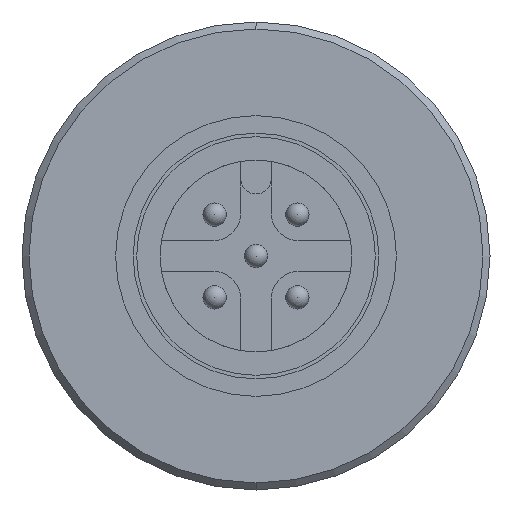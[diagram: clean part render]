
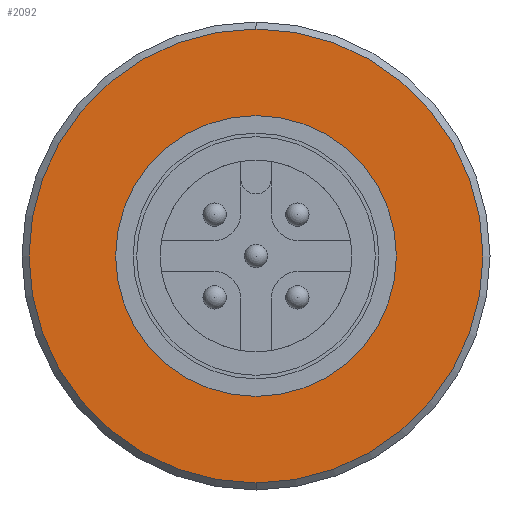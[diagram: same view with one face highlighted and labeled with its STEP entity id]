
A CAD part, front view. The second image highlights one B-rep face of the part: STEP entity #2092.
In plain terms, the highlighted planar face has unit normal (0, -1, 0).
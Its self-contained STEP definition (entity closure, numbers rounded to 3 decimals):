
#131 = CARTESIAN_POINT ( 'NONE',  ( 0., -28.05, 9.7 ) ) ;
#147 = DIRECTION ( 'NONE',  ( 0., 0., -1. ) ) ;
#160 = DIRECTION ( 'NONE',  ( 0., 0., 1. ) ) ;
#188 = EDGE_CURVE ( 'NONE', #457, #829, #1143, .T. ) ;
#204 = AXIS2_PLACEMENT_3D ( 'NONE', #855, #1521, #147 ) ;
#241 = DIRECTION ( 'NONE',  ( 0., 0., -1. ) ) ;
#251 = DIRECTION ( 'NONE',  ( 0., 1., 0. ) ) ;
#253 = CARTESIAN_POINT ( 'NONE',  ( 0., -28.05, -5.5 ) ) ;
#278 = CARTESIAN_POINT ( 'NONE',  ( 0., -28.05, 0. ) ) ;
#457 = VERTEX_POINT ( 'NONE', #131 ) ;
#520 = EDGE_LOOP ( 'NONE', ( #2140, #2191 ) ) ;
#537 = DIRECTION ( 'NONE',  ( 0., 1., 0. ) ) ;
#582 = DIRECTION ( 'NONE',  ( 0., 1., 0. ) ) ;
#622 = PLANE ( 'NONE',  #204 ) ;
#808 = CARTESIAN_POINT ( 'NONE',  ( 0., -28.05, 5.5 ) ) ;
#829 = VERTEX_POINT ( 'NONE', #2249 ) ;
#855 = CARTESIAN_POINT ( 'NONE',  ( 0., -28.05, 7.75 ) ) ;
#988 = FACE_BOUND ( 'NONE', #520, .T. ) ;
#1040 = VERTEX_POINT ( 'NONE', #808 ) ;
#1056 = EDGE_CURVE ( 'NONE', #1440, #1040, #1887, .T. ) ;
#1065 = EDGE_LOOP ( 'NONE', ( #1647, #2523 ) ) ;
#1096 = AXIS2_PLACEMENT_3D ( 'NONE', #2825, #1535, #160 ) ;
#1143 = CIRCLE ( 'NONE', #2310, 9.7 ) ;
#1440 = VERTEX_POINT ( 'NONE', #253 ) ;
#1521 = DIRECTION ( 'NONE',  ( 0., -1., 0. ) ) ;
#1535 = DIRECTION ( 'NONE',  ( 0., 1., 0. ) ) ;
#1647 = ORIENTED_EDGE ( 'NONE', *, *, #2438, .F. ) ;
#1754 = EDGE_CURVE ( 'NONE', #1040, #1440, #2340, .T. ) ;
#1884 = CARTESIAN_POINT ( 'NONE',  ( 0., -28.05, 0. ) ) ;
#1887 = CIRCLE ( 'NONE', #2379, 5.5 ) ;
#1921 = CARTESIAN_POINT ( 'NONE',  ( 0., -28.05, 0. ) ) ;
#2092 = ADVANCED_FACE ( 'NONE', ( #2244, #988 ), #622, .T. ) ;
#2106 = DIRECTION ( 'NONE',  ( 0., 0., -1. ) ) ;
#2138 = DIRECTION ( 'NONE',  ( 0., 0., 1. ) ) ;
#2140 = ORIENTED_EDGE ( 'NONE', *, *, #1754, .T. ) ;
#2191 = ORIENTED_EDGE ( 'NONE', *, *, #1056, .T. ) ;
#2244 = FACE_OUTER_BOUND ( 'NONE', #1065, .T. ) ;
#2249 = CARTESIAN_POINT ( 'NONE',  ( 0., -28.05, -9.7 ) ) ;
#2310 = AXIS2_PLACEMENT_3D ( 'NONE', #278, #251, #241 ) ;
#2340 = CIRCLE ( 'NONE', #1096, 5.5 ) ;
#2379 = AXIS2_PLACEMENT_3D ( 'NONE', #1921, #582, #2138 ) ;
#2438 = EDGE_CURVE ( 'NONE', #829, #457, #2813, .T. ) ;
#2523 = ORIENTED_EDGE ( 'NONE', *, *, #188, .F. ) ;
#2675 = AXIS2_PLACEMENT_3D ( 'NONE', #1884, #537, #2106 ) ;
#2813 = CIRCLE ( 'NONE', #2675, 9.7 ) ;
#2825 = CARTESIAN_POINT ( 'NONE',  ( 0., -28.05, 0. ) ) ;
